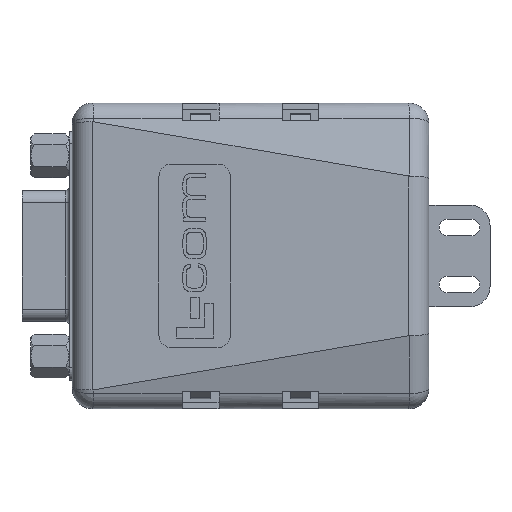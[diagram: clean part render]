
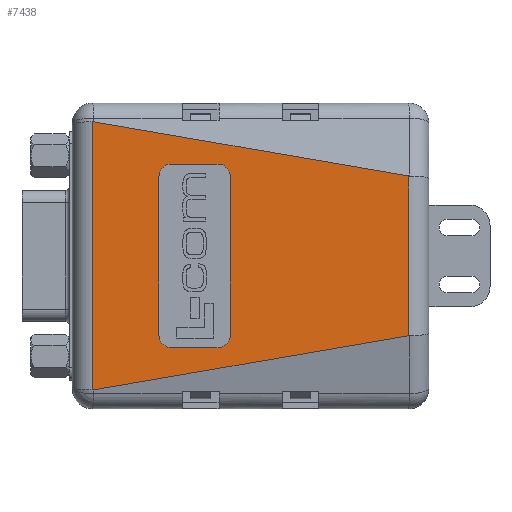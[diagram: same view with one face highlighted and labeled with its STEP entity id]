
A CAD part, top view. The second image highlights one B-rep face of the part: STEP entity #7438.
In plain terms, the highlighted face is planar.
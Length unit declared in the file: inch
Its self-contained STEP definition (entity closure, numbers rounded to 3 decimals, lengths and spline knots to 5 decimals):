
#632 = ORIENTED_EDGE ( 'NONE', *, *, #40849, .F. ) ;
#733 = VERTEX_POINT ( 'NONE', #14922 ) ;
#1268 = VERTEX_POINT ( 'NONE', #4143 ) ;
#1337 = CARTESIAN_POINT ( 'NONE',  ( -0.39, 0.56, 0.16 ) ) ;
#1432 = CARTESIAN_POINT ( 'NONE',  ( -0.65806, 0.56, 0.77205 ) ) ;
#1732 = EDGE_CURVE ( 'NONE', #31797, #1268, #15546, .T. ) ;
#1778 = DIRECTION ( 'NONE',  ( 0., -1., 0. ) ) ;
#1826 = DIRECTION ( 'NONE',  ( 0., 1., 0. ) ) ;
#2077 = CARTESIAN_POINT ( 'NONE',  ( -0.65819, 0.56, 0.775 ) ) ;
#2323 = LINE ( 'NONE', #33150, #9735 ) ;
#3537 = LINE ( 'NONE', #33639, #20391 ) ;
#4135 =( BOUNDED_CURVE ( )  B_SPLINE_CURVE ( 3, ( #34105, #33972, #40418, #21637 ),
 .UNSPECIFIED., .F., .F. ) 
 B_SPLINE_CURVE_WITH_KNOTS ( ( 4, 4 ),
 ( 3.14159, 3.18585 ),
 .UNSPECIFIED. ) 
 CURVE ( )  GEOMETRIC_REPRESENTATION_ITEM ( )  RATIONAL_B_SPLINE_CURVE ( ( 1., 1., 1., 1. ) ) 
 REPRESENTATION_ITEM ( '' )  );
#4143 = CARTESIAN_POINT ( 'NONE',  ( 0.45, 0.56, 0.16 ) ) ;
#4513 = DIRECTION ( 'NONE',  ( 0., 0., 1. ) ) ;
#5340 = ORIENTED_EDGE ( 'NONE', *, *, #5572, .T. ) ;
#5448 = ORIENTED_EDGE ( 'NONE', *, *, #29701, .F. ) ;
#5572 = EDGE_CURVE ( 'NONE', #32338, #29157, #3537, .T. ) ;
#7115 = CARTESIAN_POINT ( 'NONE',  ( 0.39, 0.56, 0.16 ) ) ;
#7438 = ADVANCED_FACE ( 'NONE', ( #39260, #25510 ), #36343, .F. ) ;
#9335 = CARTESIAN_POINT ( 'NONE',  ( -0.39, 0.56, 0.45 ) ) ;
#9735 = VECTOR ( 'NONE', #20706, 39.37008 ) ;
#10278 = DIRECTION ( 'NONE',  ( 0., 0., 1. ) ) ;
#10491 = ORIENTED_EDGE ( 'NONE', *, *, #1732, .F. ) ;
#10792 = AXIS2_PLACEMENT_3D ( 'NONE', #20711, #1778, #23851 ) ;
#10838 = VECTOR ( 'NONE', #37999, 39.37008 ) ;
#11689 = ORIENTED_EDGE ( 'NONE', *, *, #27172, .T. ) ;
#12079 = VERTEX_POINT ( 'NONE', #21699 ) ;
#12113 = CARTESIAN_POINT ( 'NONE',  ( -0.45, 0.56, 0.39 ) ) ;
#12515 = ORIENTED_EDGE ( 'NONE', *, *, #28429, .F. ) ;
#12537 = DIRECTION ( 'NONE',  ( 1., 0., 0. ) ) ;
#12577 = EDGE_LOOP ( 'NONE', ( #21641, #19276, #10491, #27096, #25426, #28719, #632, #5448 ) ) ;
#12732 = CARTESIAN_POINT ( 'NONE',  ( -0.65781, 0.56, 0.77058 ) ) ;
#12751 = CARTESIAN_POINT ( 'NONE',  ( 0.45, 0.56, 0.39 ) ) ;
#13026 = VECTOR ( 'NONE', #31297, 39.37008 ) ;
#14922 = CARTESIAN_POINT ( 'NONE',  ( 0.39, 0.56, 0.1 ) ) ;
#15546 = LINE ( 'NONE', #23196, #37649 ) ;
#15951 = EDGE_CURVE ( 'NONE', #21826, #34667, #20685, .T. ) ;
#16590 = CARTESIAN_POINT ( 'NONE',  ( -0.39, 0.56, 0.45 ) ) ;
#16598 = VECTOR ( 'NONE', #16785, 39.37008 ) ;
#16785 = DIRECTION ( 'NONE',  ( -0.169, 0., -0.986 ) ) ;
#16786 = AXIS2_PLACEMENT_3D ( 'NONE', #36571, #17750, #39719 ) ;
#17750 = DIRECTION ( 'NONE',  ( 0., 1., 0. ) ) ;
#18159 = DIRECTION ( 'NONE',  ( -1., 0., 0. ) ) ;
#18246 = LINE ( 'NONE', #19204, #10838 ) ;
#18504 = LINE ( 'NONE', #9335, #34180 ) ;
#18846 = CARTESIAN_POINT ( 'NONE',  ( -0.74149, 0.56, 1.2575 ) ) ;
#19134 = CARTESIAN_POINT ( 'NONE',  ( 0.65781, 0.56, 0.77058 ) ) ;
#19204 = CARTESIAN_POINT ( 'NONE',  ( 0.39, 0.56, 0.1 ) ) ;
#19276 = ORIENTED_EDGE ( 'NONE', *, *, #24936, .F. ) ;
#19950 = EDGE_CURVE ( 'NONE', #733, #12079, #18246, .T. ) ;
#20299 = ORIENTED_EDGE ( 'NONE', *, *, #32932, .T. ) ;
#20391 = VECTOR ( 'NONE', #18159, 39.37008 ) ;
#20511 = CARTESIAN_POINT ( 'NONE',  ( -0.65819, 0.56, 0.775 ) ) ;
#20685 = LINE ( 'NONE', #28571, #35398 ) ;
#20706 = DIRECTION ( 'NONE',  ( 0., 0., 1. ) ) ;
#20711 = CARTESIAN_POINT ( 'NONE',  ( 0., 0.56, 0. ) ) ;
#20767 = CARTESIAN_POINT ( 'NONE',  ( 0.39, 0.56, 0.39 ) ) ;
#21099 = AXIS2_PLACEMENT_3D ( 'NONE', #7115, #29104, #10278 ) ;
#21637 = CARTESIAN_POINT ( 'NONE',  ( 0.65781, 0.56, 0.77058 ) ) ;
#21641 = ORIENTED_EDGE ( 'NONE', *, *, #19950, .F. ) ;
#21699 = CARTESIAN_POINT ( 'NONE',  ( -0.39, 0.56, 0.1 ) ) ;
#21826 = VERTEX_POINT ( 'NONE', #2077 ) ;
#22600 = CARTESIAN_POINT ( 'NONE',  ( 0.39219, 0.56, -0.775 ) ) ;
#23111 = VERTEX_POINT ( 'NONE', #19134 ) ;
#23196 = CARTESIAN_POINT ( 'NONE',  ( 0.45, 0.56, 0.39 ) ) ;
#23403 = DIRECTION ( 'NONE',  ( 0., 1., 0. ) ) ;
#23446 = ORIENTED_EDGE ( 'NONE', *, *, #15951, .T. ) ;
#23851 = DIRECTION ( 'NONE',  ( 0., 0., -1. ) ) ;
#23913 = DIRECTION ( 'NONE',  ( 0., 0., 1. ) ) ;
#24102 = CIRCLE ( 'NONE', #16786, 0.06 ) ;
#24540 = CARTESIAN_POINT ( 'NONE',  ( -0.45, 0.56, 0.16 ) ) ;
#24936 = EDGE_CURVE ( 'NONE', #1268, #733, #28690, .T. ) ;
#25058 = AXIS2_PLACEMENT_3D ( 'NONE', #20767, #1826, #23913 ) ;
#25148 = EDGE_CURVE ( 'NONE', #28668, #31797, #26253, .T. ) ;
#25426 = ORIENTED_EDGE ( 'NONE', *, *, #34970, .F. ) ;
#25448 = DIRECTION ( 'NONE',  ( 1., 0., 0. ) ) ;
#25510 = FACE_OUTER_BOUND ( 'NONE', #34081, .T. ) ;
#26253 = CIRCLE ( 'NONE', #25058, 0.06 ) ;
#27096 = ORIENTED_EDGE ( 'NONE', *, *, #25148, .F. ) ;
#27172 = EDGE_CURVE ( 'NONE', #29004, #21826, #29097, .T. ) ;
#27597 = VERTEX_POINT ( 'NONE', #16590 ) ;
#27865 = EDGE_CURVE ( 'NONE', #34667, #23111, #4135, .T. ) ;
#28429 = EDGE_CURVE ( 'NONE', #29004, #29157, #37102, .T. ) ;
#28571 = CARTESIAN_POINT ( 'NONE',  ( 0., 0.56, 0.775 ) ) ;
#28668 = VERTEX_POINT ( 'NONE', #36283 ) ;
#28690 = CIRCLE ( 'NONE', #21099, 0.06 ) ;
#28719 = ORIENTED_EDGE ( 'NONE', *, *, #37931, .F. ) ;
#29004 = VERTEX_POINT ( 'NONE', #12732 ) ;
#29097 =( BOUNDED_CURVE ( )  B_SPLINE_CURVE ( 3, ( #36133, #1432, #39279, #20511 ),
 .UNSPECIFIED., .F., .F. ) 
 B_SPLINE_CURVE_WITH_KNOTS ( ( 4, 4 ),
 ( 6.23893, 6.28319 ),
 .UNSPECIFIED. ) 
 CURVE ( )  GEOMETRIC_REPRESENTATION_ITEM ( )  RATIONAL_B_SPLINE_CURVE ( ( 1., 1., 1., 1. ) ) 
 REPRESENTATION_ITEM ( '' )  );
#29104 = DIRECTION ( 'NONE',  ( 0., 1., 0. ) ) ;
#29157 = VERTEX_POINT ( 'NONE', #38971 ) ;
#29590 = CARTESIAN_POINT ( 'NONE',  ( 0.65819, 0.56, 0.775 ) ) ;
#29701 = EDGE_CURVE ( 'NONE', #12079, #32206, #37586, .T. ) ;
#31297 = DIRECTION ( 'NONE',  ( 0.169, 0., -0.986 ) ) ;
#31797 = VERTEX_POINT ( 'NONE', #12751 ) ;
#32206 = VERTEX_POINT ( 'NONE', #24540 ) ;
#32338 = VERTEX_POINT ( 'NONE', #22600 ) ;
#32555 = AXIS2_PLACEMENT_3D ( 'NONE', #1337, #23403, #4513 ) ;
#32676 = VERTEX_POINT ( 'NONE', #12113 ) ;
#32932 = EDGE_CURVE ( 'NONE', #23111, #32338, #40654, .T. ) ;
#33150 = CARTESIAN_POINT ( 'NONE',  ( -0.45, 0.56, 0.16 ) ) ;
#33639 = CARTESIAN_POINT ( 'NONE',  ( 0., 0.56, -0.775 ) ) ;
#33972 = CARTESIAN_POINT ( 'NONE',  ( 0.65819, 0.56, 0.77352 ) ) ;
#34081 = EDGE_LOOP ( 'NONE', ( #12515, #11689, #23446, #34753, #20299, #5340 ) ) ;
#34105 = CARTESIAN_POINT ( 'NONE',  ( 0.65819, 0.56, 0.775 ) ) ;
#34180 = VECTOR ( 'NONE', #12537, 39.37008 ) ;
#34667 = VERTEX_POINT ( 'NONE', #29590 ) ;
#34753 = ORIENTED_EDGE ( 'NONE', *, *, #27865, .T. ) ;
#34970 = EDGE_CURVE ( 'NONE', #27597, #28668, #18504, .T. ) ;
#35398 = VECTOR ( 'NONE', #25448, 39.37008 ) ;
#36133 = CARTESIAN_POINT ( 'NONE',  ( -0.65781, 0.56, 0.77058 ) ) ;
#36283 = CARTESIAN_POINT ( 'NONE',  ( 0.39, 0.56, 0.45 ) ) ;
#36343 = PLANE ( 'NONE',  #10792 ) ;
#36571 = CARTESIAN_POINT ( 'NONE',  ( -0.39, 0.56, 0.39 ) ) ;
#37102 = LINE ( 'NONE', #18846, #13026 ) ;
#37586 = CIRCLE ( 'NONE', #32555, 0.06 ) ;
#37649 = VECTOR ( 'NONE', #39253, 39.37008 ) ;
#37931 = EDGE_CURVE ( 'NONE', #32676, #27597, #24102, .T. ) ;
#37999 = DIRECTION ( 'NONE',  ( -1., 0., 0. ) ) ;
#38774 = CARTESIAN_POINT ( 'NONE',  ( 0.74149, 0.56, 1.2575 ) ) ;
#38971 = CARTESIAN_POINT ( 'NONE',  ( -0.39219, 0.56, -0.775 ) ) ;
#39253 = DIRECTION ( 'NONE',  ( 0., 0., -1. ) ) ;
#39260 = FACE_BOUND ( 'NONE', #12577, .T. ) ;
#39279 = CARTESIAN_POINT ( 'NONE',  ( -0.65819, 0.56, 0.77352 ) ) ;
#39719 = DIRECTION ( 'NONE',  ( 0., 0., 1. ) ) ;
#40418 = CARTESIAN_POINT ( 'NONE',  ( 0.65806, 0.56, 0.77205 ) ) ;
#40654 = LINE ( 'NONE', #38774, #16598 ) ;
#40849 = EDGE_CURVE ( 'NONE', #32206, #32676, #2323, .T. ) ;
